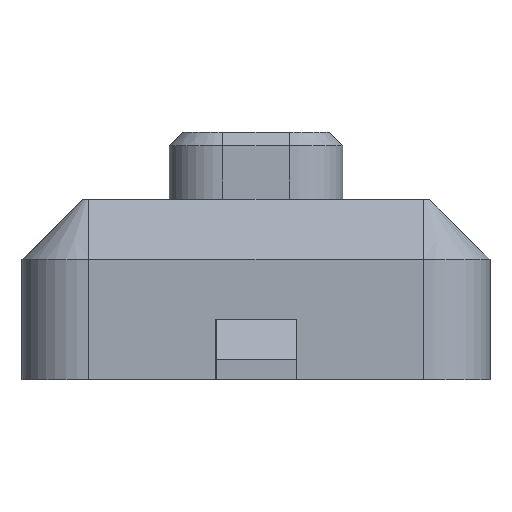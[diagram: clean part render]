
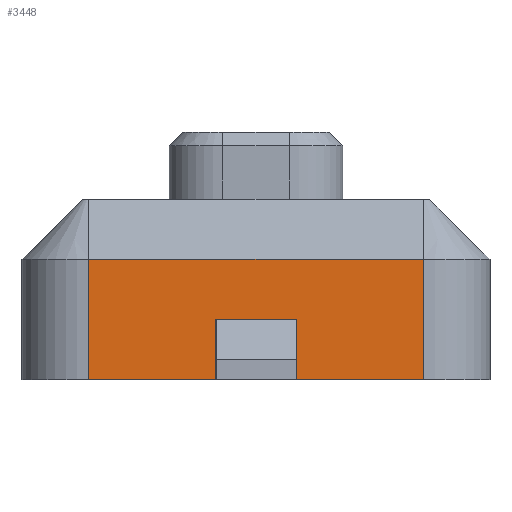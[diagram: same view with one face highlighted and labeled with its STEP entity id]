
A CAD part, front view. The second image highlights one B-rep face of the part: STEP entity #3448.
In plain terms, the highlighted planar face has unit normal (0, -1, 0).
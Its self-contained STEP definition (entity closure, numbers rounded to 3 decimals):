
#2595 = PLANE('',#2596);
#2596 = AXIS2_PLACEMENT_3D('',#2597,#2598,#2599);
#2597 = CARTESIAN_POINT('',(-1.75,6.,0.));
#2598 = DIRECTION('',(0.,0.,1.));
#2599 = DIRECTION('',(1.,0.,0.));
#2796 = VERTEX_POINT('',#2797);
#2797 = CARTESIAN_POINT('',(-1.25,0.,0.));
#2816 = CYLINDRICAL_SURFACE('',#2817,0.5);
#2817 = AXIS2_PLACEMENT_3D('',#2818,#2819,#2820);
#2818 = CARTESIAN_POINT('',(-1.25,0.5,0.));
#2819 = DIRECTION('',(0.,0.,1.));
#2820 = DIRECTION('',(0.,-1.,0.));
#2828 = EDGE_CURVE('',#2829,#2796,#2831,.T.);
#2829 = VERTEX_POINT('',#2830);
#2830 = CARTESIAN_POINT('',(1.25,0.,0.));
#2831 = SURFACE_CURVE('',#2832,(#2836,#2843),.PCURVE_S1.);
#2832 = LINE('',#2833,#2834);
#2833 = CARTESIAN_POINT('',(1.75,0.,0.));
#2834 = VECTOR('',#2835,1.);
#2835 = DIRECTION('',(-1.,0.,0.));
#2836 = PCURVE('',#2595,#2837);
#2837 = DEFINITIONAL_REPRESENTATION('',(#2838),#2842);
#2838 = LINE('',#2839,#2840);
#2839 = CARTESIAN_POINT('',(3.5,-6.));
#2840 = VECTOR('',#2841,1.);
#2841 = DIRECTION('',(-1.,0.));
#2842 = ( GEOMETRIC_REPRESENTATION_CONTEXT(2) 
PARAMETRIC_REPRESENTATION_CONTEXT() REPRESENTATION_CONTEXT('2D SPACE',''
  ) );
#2843 = PCURVE('',#2844,#2849);
#2844 = PLANE('',#2845);
#2845 = AXIS2_PLACEMENT_3D('',#2846,#2847,#2848);
#2846 = CARTESIAN_POINT('',(1.75,0.,0.));
#2847 = DIRECTION('',(0.,-1.,0.));
#2848 = DIRECTION('',(-1.,0.,0.));
#2849 = DEFINITIONAL_REPRESENTATION('',(#2850),#2854);
#2850 = LINE('',#2851,#2852);
#2851 = CARTESIAN_POINT('',(0.,-0.));
#2852 = VECTOR('',#2853,1.);
#2853 = DIRECTION('',(1.,0.));
#2854 = ( GEOMETRIC_REPRESENTATION_CONTEXT(2) 
PARAMETRIC_REPRESENTATION_CONTEXT() REPRESENTATION_CONTEXT('2D SPACE',''
  ) );
#2877 = CYLINDRICAL_SURFACE('',#2878,0.5);
#2878 = AXIS2_PLACEMENT_3D('',#2879,#2880,#2881);
#2879 = CARTESIAN_POINT('',(1.25,0.5,0.));
#2880 = DIRECTION('',(0.,0.,1.));
#2881 = DIRECTION('',(1.,0.,0.));
#3263 = PLANE('',#3264);
#3264 = AXIS2_PLACEMENT_3D('',#3265,#3266,#3267);
#3265 = CARTESIAN_POINT('',(1.25,0.225,1.125));
#3266 = DIRECTION('',(0.,-0.707,0.707));
#3267 = DIRECTION('',(-1.,0.,0.));
#3352 = EDGE_CURVE('',#2796,#3353,#3355,.T.);
#3353 = VERTEX_POINT('',#3354);
#3354 = CARTESIAN_POINT('',(-1.25,0.,0.9));
#3355 = SURFACE_CURVE('',#3356,(#3360,#3367),.PCURVE_S1.);
#3356 = LINE('',#3357,#3358);
#3357 = CARTESIAN_POINT('',(-1.25,0.,0.));
#3358 = VECTOR('',#3359,1.);
#3359 = DIRECTION('',(0.,0.,1.));
#3360 = PCURVE('',#2816,#3361);
#3361 = DEFINITIONAL_REPRESENTATION('',(#3362),#3366);
#3362 = LINE('',#3363,#3364);
#3363 = CARTESIAN_POINT('',(-0.,0.));
#3364 = VECTOR('',#3365,1.);
#3365 = DIRECTION('',(-0.,1.));
#3366 = ( GEOMETRIC_REPRESENTATION_CONTEXT(2) 
PARAMETRIC_REPRESENTATION_CONTEXT() REPRESENTATION_CONTEXT('2D SPACE',''
  ) );
#3367 = PCURVE('',#2844,#3368);
#3368 = DEFINITIONAL_REPRESENTATION('',(#3369),#3373);
#3369 = LINE('',#3370,#3371);
#3370 = CARTESIAN_POINT('',(3.,0.));
#3371 = VECTOR('',#3372,1.);
#3372 = DIRECTION('',(0.,-1.));
#3373 = ( GEOMETRIC_REPRESENTATION_CONTEXT(2) 
PARAMETRIC_REPRESENTATION_CONTEXT() REPRESENTATION_CONTEXT('2D SPACE',''
  ) );
#3404 = EDGE_CURVE('',#2829,#3405,#3407,.T.);
#3405 = VERTEX_POINT('',#3406);
#3406 = CARTESIAN_POINT('',(1.25,0.,0.9));
#3407 = SURFACE_CURVE('',#3408,(#3412,#3419),.PCURVE_S1.);
#3408 = LINE('',#3409,#3410);
#3409 = CARTESIAN_POINT('',(1.25,0.,0.));
#3410 = VECTOR('',#3411,1.);
#3411 = DIRECTION('',(0.,0.,1.));
#3412 = PCURVE('',#2877,#3413);
#3413 = DEFINITIONAL_REPRESENTATION('',(#3414),#3418);
#3414 = LINE('',#3415,#3416);
#3415 = CARTESIAN_POINT('',(-1.571,0.));
#3416 = VECTOR('',#3417,1.);
#3417 = DIRECTION('',(-0.,1.));
#3418 = ( GEOMETRIC_REPRESENTATION_CONTEXT(2) 
PARAMETRIC_REPRESENTATION_CONTEXT() REPRESENTATION_CONTEXT('2D SPACE',''
  ) );
#3419 = PCURVE('',#2844,#3420);
#3420 = DEFINITIONAL_REPRESENTATION('',(#3421),#3425);
#3421 = LINE('',#3422,#3423);
#3422 = CARTESIAN_POINT('',(0.5,0.));
#3423 = VECTOR('',#3424,1.);
#3424 = DIRECTION('',(0.,-1.));
#3425 = ( GEOMETRIC_REPRESENTATION_CONTEXT(2) 
PARAMETRIC_REPRESENTATION_CONTEXT() REPRESENTATION_CONTEXT('2D SPACE',''
  ) );
#3448 = ADVANCED_FACE('',(#3449),#2844,.T.);
#3449 = FACE_BOUND('',#3450,.T.);
#3450 = EDGE_LOOP('',(#3451,#3452,#3473,#3474));
#3451 = ORIENTED_EDGE('',*,*,#3404,.T.);
#3452 = ORIENTED_EDGE('',*,*,#3453,.T.);
#3453 = EDGE_CURVE('',#3405,#3353,#3454,.T.);
#3454 = SURFACE_CURVE('',#3455,(#3459,#3466),.PCURVE_S1.);
#3455 = LINE('',#3456,#3457);
#3456 = CARTESIAN_POINT('',(1.25,0.,0.9));
#3457 = VECTOR('',#3458,1.);
#3458 = DIRECTION('',(-1.,0.,0.));
#3459 = PCURVE('',#2844,#3460);
#3460 = DEFINITIONAL_REPRESENTATION('',(#3461),#3465);
#3461 = LINE('',#3462,#3463);
#3462 = CARTESIAN_POINT('',(0.5,-0.9));
#3463 = VECTOR('',#3464,1.);
#3464 = DIRECTION('',(1.,0.));
#3465 = ( GEOMETRIC_REPRESENTATION_CONTEXT(2) 
PARAMETRIC_REPRESENTATION_CONTEXT() REPRESENTATION_CONTEXT('2D SPACE',''
  ) );
#3466 = PCURVE('',#3263,#3467);
#3467 = DEFINITIONAL_REPRESENTATION('',(#3468),#3472);
#3468 = LINE('',#3469,#3470);
#3469 = CARTESIAN_POINT('',(0.,0.318));
#3470 = VECTOR('',#3471,1.);
#3471 = DIRECTION('',(1.,0.));
#3472 = ( GEOMETRIC_REPRESENTATION_CONTEXT(2) 
PARAMETRIC_REPRESENTATION_CONTEXT() REPRESENTATION_CONTEXT('2D SPACE',''
  ) );
#3473 = ORIENTED_EDGE('',*,*,#3352,.F.);
#3474 = ORIENTED_EDGE('',*,*,#2828,.F.);
